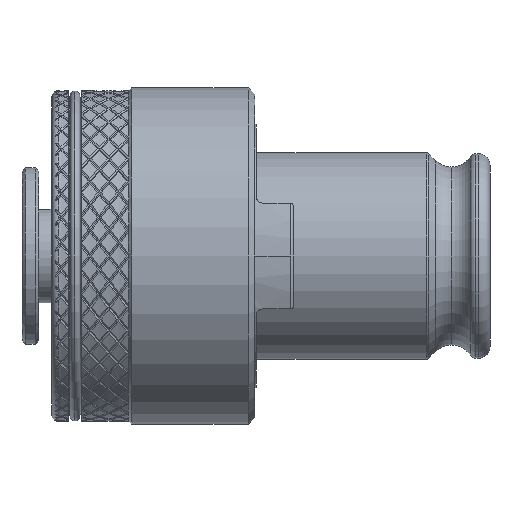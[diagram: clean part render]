
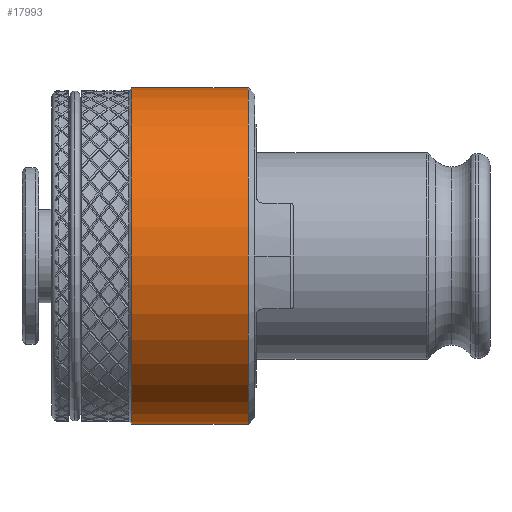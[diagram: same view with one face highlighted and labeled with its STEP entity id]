
A CAD part, front view. The second image highlights one B-rep face of the part: STEP entity #17993.
In plain terms, the highlighted cylindrical face has radius 25.25 mm (diameter 50.5 mm), a partial arc.
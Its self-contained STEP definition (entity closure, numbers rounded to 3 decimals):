
#568 = ORIENTED_EDGE ( 'NONE', *, *, #45782, .F. ) ;
#1420 = CARTESIAN_POINT ( 'NONE',  ( 8.103, 0., 0. ) ) ;
#2260 = CARTESIAN_POINT ( 'NONE',  ( -9.397, 0., 0. ) ) ;
#4137 = AXIS2_PLACEMENT_3D ( 'NONE', #2260, #37796, #7419 ) ;
#4298 = AXIS2_PLACEMENT_3D ( 'NONE', #38623, #43719, #48601 ) ;
#4367 = DIRECTION ( 'NONE',  ( -1., 0., 0. ) ) ;
#6605 = DIRECTION ( 'NONE',  ( 0., 0., -1. ) ) ;
#7419 = DIRECTION ( 'NONE',  ( 0., 0., -1. ) ) ;
#8136 = EDGE_LOOP ( 'NONE', ( #55717, #19756, #48258, #568 ) ) ;
#9145 = VERTEX_POINT ( 'NONE', #38637 ) ;
#11828 = VECTOR ( 'NONE', #4367, 1000. ) ;
#12765 = VERTEX_POINT ( 'NONE', #17648 ) ;
#14600 = CYLINDRICAL_SURFACE ( 'NONE', #4298, 25.25 ) ;
#17648 = CARTESIAN_POINT ( 'NONE',  ( 8.103, 0., 25.25 ) ) ;
#17993 = ADVANCED_FACE ( 'NONE', ( #29656 ), #14600, .T. ) ;
#19756 = ORIENTED_EDGE ( 'NONE', *, *, #57862, .T. ) ;
#21453 = EDGE_CURVE ( 'NONE', #60765, #12765, #54994, .T. ) ;
#23503 = CARTESIAN_POINT ( 'NONE',  ( 9.103, 0., 25.25 ) ) ;
#28591 = DIRECTION ( 'NONE',  ( -1., 0., 0. ) ) ;
#29656 = FACE_OUTER_BOUND ( 'NONE', #8136, .T. ) ;
#33786 = CARTESIAN_POINT ( 'NONE',  ( -9.397, 0., -25.25 ) ) ;
#34334 = CIRCLE ( 'NONE', #4137, 25.25 ) ;
#37000 = DIRECTION ( 'NONE',  ( -1., 0., 0. ) ) ;
#37796 = DIRECTION ( 'NONE',  ( -1., 0., 0. ) ) ;
#38623 = CARTESIAN_POINT ( 'NONE',  ( 9.103, 0., 0. ) ) ;
#38637 = CARTESIAN_POINT ( 'NONE',  ( -9.397, 0., 25.25 ) ) ;
#40414 = LINE ( 'NONE', #23503, #62636 ) ;
#43719 = DIRECTION ( 'NONE',  ( -1., 0., 0. ) ) ;
#45782 = EDGE_CURVE ( 'NONE', #60765, #55832, #50754, .T. ) ;
#48258 = ORIENTED_EDGE ( 'NONE', *, *, #65384, .F. ) ;
#48601 = DIRECTION ( 'NONE',  ( 0., 0., -1. ) ) ;
#50754 = LINE ( 'NONE', #65696, #11828 ) ;
#52774 = CARTESIAN_POINT ( 'NONE',  ( 8.103, 0., -25.25 ) ) ;
#54994 = CIRCLE ( 'NONE', #62082, 25.25 ) ;
#55717 = ORIENTED_EDGE ( 'NONE', *, *, #21453, .T. ) ;
#55832 = VERTEX_POINT ( 'NONE', #33786 ) ;
#57862 = EDGE_CURVE ( 'NONE', #12765, #9145, #40414, .T. ) ;
#60765 = VERTEX_POINT ( 'NONE', #52774 ) ;
#62082 = AXIS2_PLACEMENT_3D ( 'NONE', #1420, #37000, #6605 ) ;
#62636 = VECTOR ( 'NONE', #28591, 1000. ) ;
#65384 = EDGE_CURVE ( 'NONE', #55832, #9145, #34334, .T. ) ;
#65696 = CARTESIAN_POINT ( 'NONE',  ( 9.103, 0., -25.25 ) ) ;
